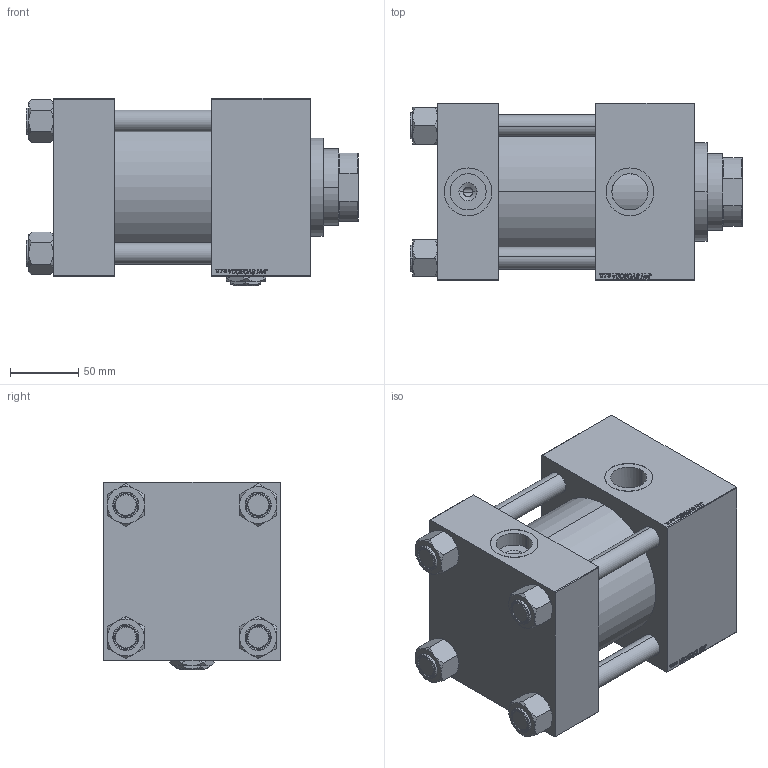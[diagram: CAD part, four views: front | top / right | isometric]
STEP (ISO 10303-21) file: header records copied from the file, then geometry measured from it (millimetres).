
FILE_DESCRIPTION (( 'STEP AP203' ), '1' );
FILE_NAME ('f686.STEP', '2022-04-16T01:26:53', ( '' ), ( '' ), 'SwSTEP 2.0', 'SolidWorks 2019', '' );
FILE_SCHEMA (( 'CONFIG_CONTROL_DESIGN' ));
Length unit declared in the file: millimetre
Products named in the file (7): f686; V215CR_VCP_C e1ef5df9446e47ebcd49d384526e3a08; V215CR_C_Body e1ef5df9446e47ebcd49d384526e3a08; V215CR_C_TYCINKA e1ef5df9446e47ebcd49d384526e3a08; V215_VC_A e1ef5df9446e47ebcd49d384526e3a08; NUT_M5_C e1ef5df9446e47ebcd49d384526e3a08; Zatka_pro_OIL_PORT e1ef5df9446e47ebcd49d384526e3a08
Assembly tree (12 placements, depth 2):
  f686
    V215CR_C_Body e1ef5df9446e47ebcd49d384526e3a08
    V215CR_VCP_C e1ef5df9446e47ebcd49d384526e3a08
    NUT_M5_C e1ef5df9446e47ebcd49d384526e3a08  x4
    V215CR_C_TYCINKA e1ef5df9446e47ebcd49d384526e3a08  x4
    V215_VC_A e1ef5df9446e47ebcd49d384526e3a08
    Zatka_pro_OIL_PORT e1ef5df9446e47ebcd49d384526e3a08
Bounding box: 243 x 130 x 137 mm (x, y, z)
Volume: 2464327.8 mm3; surface area: 336702.9 mm2
Topology: 12 solids, 12 shells, 1249 faces, 3155 edges, 2051 vertices
Faces by surface type: plane 599, bspline 392, cone 156, cylinder 94, torus 8
Entity records: 52638 total; most frequent: CARTESIAN_POINT 27895, ORIENTED_EDGE 5574, DIRECTION 3605, EDGE_CURVE 2787, VERTEX_POINT 1829, VECTOR 1651, LINE 1651, EDGE_LOOP 1228
